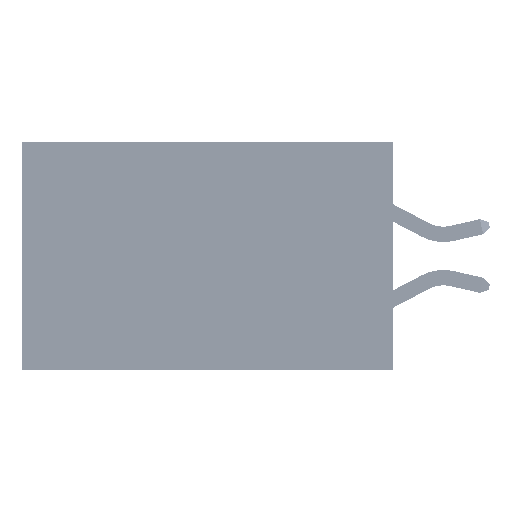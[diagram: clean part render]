
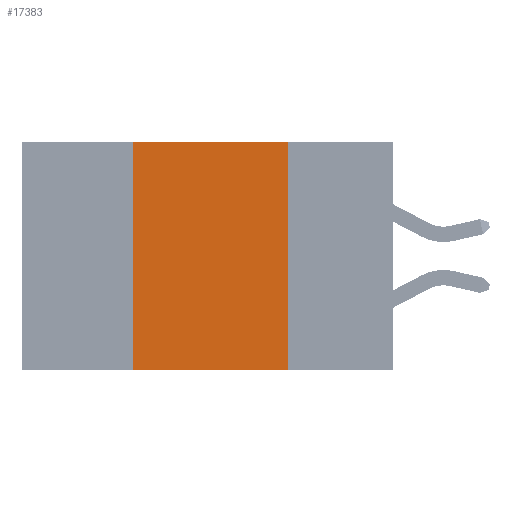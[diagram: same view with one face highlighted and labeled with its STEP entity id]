
A CAD part, left-side view. The second image highlights one B-rep face of the part: STEP entity #17383.
In plain terms, the highlighted planar face has unit normal (-1, 0, 0).
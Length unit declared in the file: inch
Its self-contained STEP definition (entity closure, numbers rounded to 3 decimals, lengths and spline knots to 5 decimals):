
#495 = VECTOR ( 'NONE', #28047, 39.37008 ) ;
#2591 = VERTEX_POINT ( 'NONE', #26103 ) ;
#5368 = CARTESIAN_POINT ( 'NONE',  ( 0., 0.17, 0. ) ) ;
#6007 = FACE_OUTER_BOUND ( 'NONE', #30569, .T. ) ;
#6265 = LINE ( 'NONE', #32256, #24144 ) ;
#8323 = EDGE_CURVE ( 'NONE', #24867, #44485, #6265, .T. ) ;
#10888 = ORIENTED_EDGE ( 'NONE', *, *, #38736, .F. ) ;
#12541 = CARTESIAN_POINT ( 'NONE',  ( 0., 0.42, -0.37 ) ) ;
#13431 = LINE ( 'NONE', #18594, #34419 ) ;
#17383 = ADVANCED_FACE ( 'NONE', ( #6007 ), #26003, .F. ) ;
#17954 = ORIENTED_EDGE ( 'NONE', *, *, #37027, .T. ) ;
#18095 = DIRECTION ( 'NONE',  ( 1., 0., 0. ) ) ;
#18594 = CARTESIAN_POINT ( 'NONE',  ( 0., 0.17, 0. ) ) ;
#22457 = DIRECTION ( 'NONE',  ( 0., 0., -1. ) ) ;
#22582 = ORIENTED_EDGE ( 'NONE', *, *, #35096, .F. ) ;
#23689 = CARTESIAN_POINT ( 'NONE',  ( 0., 0.6, -0.37 ) ) ;
#24144 = VECTOR ( 'NONE', #36140, 39.37008 ) ;
#24867 = VERTEX_POINT ( 'NONE', #12541 ) ;
#25838 = CARTESIAN_POINT ( 'NONE',  ( 0., 0.6, 0. ) ) ;
#26003 = PLANE ( 'NONE',  #46326 ) ;
#26103 = CARTESIAN_POINT ( 'NONE',  ( 0., 0.17, -0.37 ) ) ;
#26390 = VECTOR ( 'NONE', #45884, 39.37008 ) ;
#28047 = DIRECTION ( 'NONE',  ( 0., -1., 0. ) ) ;
#28154 = LINE ( 'NONE', #34975, #26390 ) ;
#30569 = EDGE_LOOP ( 'NONE', ( #10888, #22582, #34787, #17954 ) ) ;
#31676 = CARTESIAN_POINT ( 'NONE',  ( 0., 0.42, 0. ) ) ;
#32256 = CARTESIAN_POINT ( 'NONE',  ( 0., 0.42, 0. ) ) ;
#34419 = VECTOR ( 'NONE', #45761, 39.37008 ) ;
#34787 = ORIENTED_EDGE ( 'NONE', *, *, #8323, .F. ) ;
#34975 = CARTESIAN_POINT ( 'NONE',  ( 0., 0.6, 0. ) ) ;
#35096 = EDGE_CURVE ( 'NONE', #44485, #43355, #28154, .T. ) ;
#36140 = DIRECTION ( 'NONE',  ( 0., 0., 1. ) ) ;
#37027 = EDGE_CURVE ( 'NONE', #24867, #2591, #43021, .T. ) ;
#38736 = EDGE_CURVE ( 'NONE', #43355, #2591, #13431, .T. ) ;
#43021 = LINE ( 'NONE', #23689, #495 ) ;
#43355 = VERTEX_POINT ( 'NONE', #5368 ) ;
#44485 = VERTEX_POINT ( 'NONE', #31676 ) ;
#45761 = DIRECTION ( 'NONE',  ( 0., 0., -1. ) ) ;
#45884 = DIRECTION ( 'NONE',  ( 0., -1., 0. ) ) ;
#46326 = AXIS2_PLACEMENT_3D ( 'NONE', #25838, #18095, #22457 ) ;
